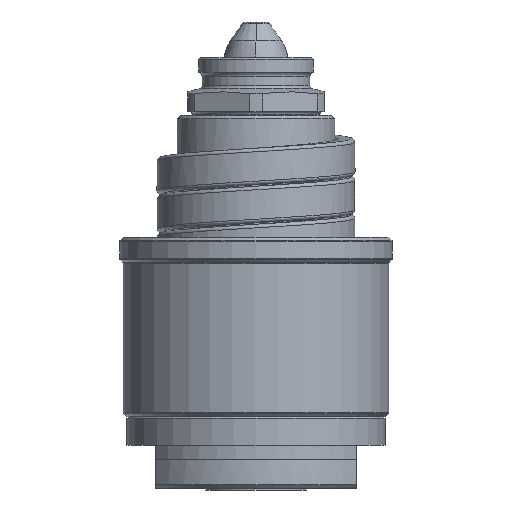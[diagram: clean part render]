
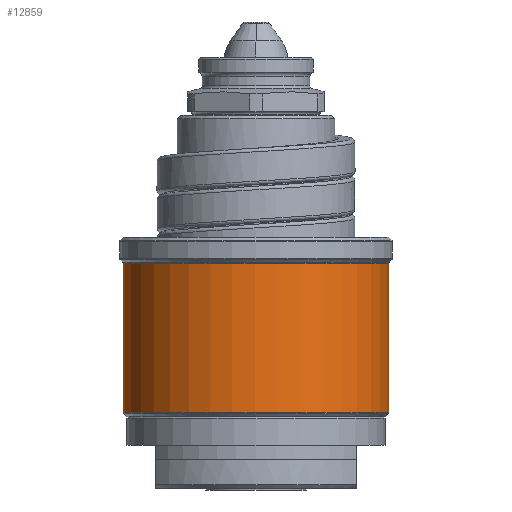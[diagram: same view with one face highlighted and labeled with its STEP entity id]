
A CAD part, front view. The second image highlights one B-rep face of the part: STEP entity #12859.
In plain terms, the highlighted cylindrical face has radius 18.5 mm (diameter 37 mm), a partial arc.
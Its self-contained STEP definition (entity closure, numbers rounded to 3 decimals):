
#2978=DIRECTION('',(0.,0.,1.));
#2979=VECTOR('',#2978,20.834);
#2980=CARTESIAN_POINT('',(18.5,0.,10.583));
#2981=LINE('',#2980,#2979);
#3015=CARTESIAN_POINT('',(0.,0.,10.583));
#3016=DIRECTION('',(0.,0.,1.));
#3017=DIRECTION('',(-1.,0.,0.));
#3018=AXIS2_PLACEMENT_3D('',#3015,#3016,#3017);
#3020=CARTESIAN_POINT('',(0.,0.,10.583));
#3021=DIRECTION('',(0.,0.,1.));
#3022=DIRECTION('',(1.,-0.009,0.));
#3023=AXIS2_PLACEMENT_3D('',#3020,#3021,#3022);
#4396=DIRECTION('',(0.,0.,1.));
#4397=VECTOR('',#4396,20.834);
#4398=CARTESIAN_POINT('',(-18.5,0.,10.583));
#4399=LINE('',#4398,#4397);
#4400=CARTESIAN_POINT('',(0.,0.,31.417));
#4401=DIRECTION('',(0.,0.,-1.));
#4402=DIRECTION('',(1.,0.,0.));
#4403=AXIS2_PLACEMENT_3D('',#4400,#4401,#4402);
#4405=CARTESIAN_POINT('',(0.,0.,31.417));
#4406=DIRECTION('',(0.,0.,-1.));
#4407=DIRECTION('',(1.,-0.008,0.));
#4408=AXIS2_PLACEMENT_3D('',#4405,#4406,#4407);
#5143=CARTESIAN_POINT('',(18.499,-0.152,
31.417));
#5144=CARTESIAN_POINT('',(-18.5,0.,31.417));
#5145=VERTEX_POINT('',#5143);
#5146=VERTEX_POINT('',#5144);
#5147=CARTESIAN_POINT('',(18.5,0.,31.417));
#5148=VERTEX_POINT('',#5147);
#5149=CARTESIAN_POINT('',(-18.5,0.,10.583));
#5150=CARTESIAN_POINT('',(18.499,-0.161,
10.583));
#5151=VERTEX_POINT('',#5149);
#5152=VERTEX_POINT('',#5150);
#5153=CARTESIAN_POINT('',(18.5,0.,10.583));
#5154=VERTEX_POINT('',#5153);
#12844=CARTESIAN_POINT('',(0.,0.,8.75));
#12845=DIRECTION('',(0.,0.,1.));
#12846=DIRECTION('',(-1.,0.,0.));
#12847=AXIS2_PLACEMENT_3D('',#12844,#12845,#12846);
#12848=CYLINDRICAL_SURFACE('',#12847,18.5);
#12849=ORIENTED_EDGE('',*,*,#11061,.F.);
#12850=ORIENTED_EDGE('',*,*,#11059,.F.);
#12851=ORIENTED_EDGE('',*,*,#11034,.T.);
#12853=ORIENTED_EDGE('',*,*,#12852,.F.);
#12855=ORIENTED_EDGE('',*,*,#12854,.F.);
#12856=ORIENTED_EDGE('',*,*,#11028,.F.);
#12857=EDGE_LOOP('',(#12849,#12850,#12851,#12853,#12855,#12856));
#12858=FACE_OUTER_BOUND('',#12857,.F.);
#3019=CIRCLE('',#3018,18.5);
#3024=CIRCLE('',#3023,18.5);
#4404=CIRCLE('',#4403,18.5);
#4409=CIRCLE('',#4408,18.5);
#11028=EDGE_CURVE('',#5154,#5148,#2981,.T.);
#11034=EDGE_CURVE('',#5151,#5146,#4399,.T.);
#11059=EDGE_CURVE('',#5151,#5152,#3019,.T.);
#11061=EDGE_CURVE('',#5152,#5154,#3024,.T.);
#12852=EDGE_CURVE('',#5145,#5146,#4409,.T.);
#12854=EDGE_CURVE('',#5148,#5145,#4404,.T.);
#12859=ADVANCED_FACE('',(#12858),#12848,.T.);
